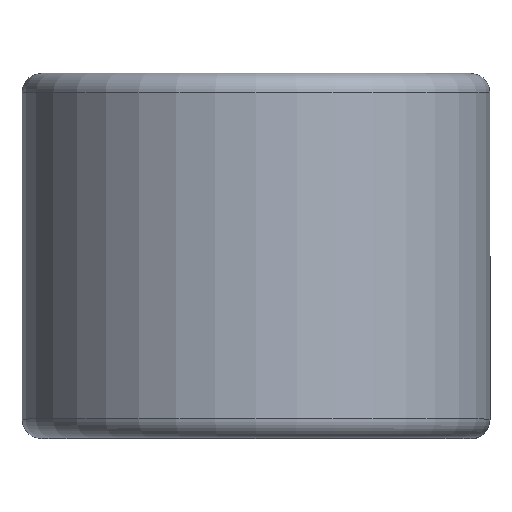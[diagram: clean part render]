
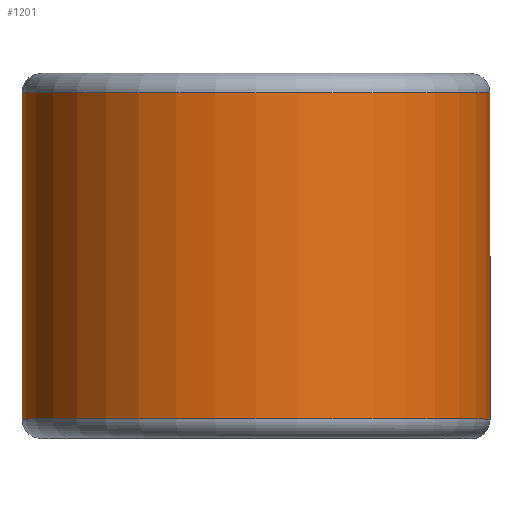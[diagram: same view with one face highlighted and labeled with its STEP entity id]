
A CAD part, top view. The second image highlights one B-rep face of the part: STEP entity #1201.
In plain terms, the highlighted cylindrical face has radius 9.157 mm (diameter 18.313 mm), a partial arc.
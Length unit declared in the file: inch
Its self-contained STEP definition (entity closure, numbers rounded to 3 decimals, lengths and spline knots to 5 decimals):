
#104 = CIRCLE ( 'NONE', #1834, 0.3605 ) ;
#248 = EDGE_CURVE ( 'NONE', #1708, #328, #2376, .T. ) ;
#328 = VERTEX_POINT ( 'NONE', #1531 ) ;
#360 = VERTEX_POINT ( 'NONE', #1749 ) ;
#548 = CARTESIAN_POINT ( 'NONE',  ( 0., -0.25125, -0.3605 ) ) ;
#578 = CARTESIAN_POINT ( 'NONE',  ( 0.3605, 0.25125, 0. ) ) ;
#678 = CARTESIAN_POINT ( 'NONE',  ( 0., -0.25125, 0. ) ) ;
#801 = CARTESIAN_POINT ( 'NONE',  ( 0., 0.25125, 0. ) ) ;
#863 = DIRECTION ( 'NONE',  ( 0., 0., -1. ) ) ;
#944 = ORIENTED_EDGE ( 'NONE', *, *, #248, .F. ) ;
#970 = DIRECTION ( 'NONE',  ( 0., 1., 0. ) ) ;
#993 = DIRECTION ( 'NONE',  ( 0., 0., -1. ) ) ;
#994 = ORIENTED_EDGE ( 'NONE', *, *, #1846, .T. ) ;
#1026 = ORIENTED_EDGE ( 'NONE', *, *, #1802, .T. ) ;
#1112 = AXIS2_PLACEMENT_3D ( 'NONE', #1508, #1886, #1516 ) ;
#1133 = FACE_OUTER_BOUND ( 'NONE', #2257, .T. ) ;
#1201 = ADVANCED_FACE ( 'NONE', ( #1133 ), #1349, .T. ) ;
#1349 = CYLINDRICAL_SURFACE ( 'NONE', #1112, 0.3605 ) ;
#1428 = EDGE_CURVE ( 'NONE', #1491, #1708, #104, .T. ) ;
#1450 = ORIENTED_EDGE ( 'NONE', *, *, #1428, .F. ) ;
#1457 = CARTESIAN_POINT ( 'NONE',  ( 0.3605, -0.25125, 0. ) ) ;
#1491 = VERTEX_POINT ( 'NONE', #1457 ) ;
#1508 = CARTESIAN_POINT ( 'NONE',  ( 0., 0.25, 0. ) ) ;
#1516 = DIRECTION ( 'NONE',  ( 0., 0., -1. ) ) ;
#1523 = CARTESIAN_POINT ( 'NONE',  ( 0., 0.25125, -0.3605 ) ) ;
#1531 = CARTESIAN_POINT ( 'NONE',  ( 0., 0.25125, -0.3605 ) ) ;
#1689 = LINE ( 'NONE', #578, #2200 ) ;
#1708 = VERTEX_POINT ( 'NONE', #548 ) ;
#1749 = CARTESIAN_POINT ( 'NONE',  ( 0.3605, 0.25125, 0. ) ) ;
#1802 = EDGE_CURVE ( 'NONE', #1491, #360, #1689, .T. ) ;
#1834 = AXIS2_PLACEMENT_3D ( 'NONE', #678, #1999, #863 ) ;
#1846 = EDGE_CURVE ( 'NONE', #360, #328, #2071, .T. ) ;
#1886 = DIRECTION ( 'NONE',  ( 0., -1., 0. ) ) ;
#1999 = DIRECTION ( 'NONE',  ( 0., -1., 0. ) ) ;
#2071 = CIRCLE ( 'NONE', #2367, 0.3605 ) ;
#2130 = DIRECTION ( 'NONE',  ( 0., -1., 0. ) ) ;
#2150 = DIRECTION ( 'NONE',  ( 0., 1., 0. ) ) ;
#2200 = VECTOR ( 'NONE', #970, 39.37008 ) ;
#2257 = EDGE_LOOP ( 'NONE', ( #1026, #994, #944, #1450 ) ) ;
#2367 = AXIS2_PLACEMENT_3D ( 'NONE', #801, #2130, #993 ) ;
#2376 = LINE ( 'NONE', #1523, #2464 ) ;
#2464 = VECTOR ( 'NONE', #2150, 39.37008 ) ;
